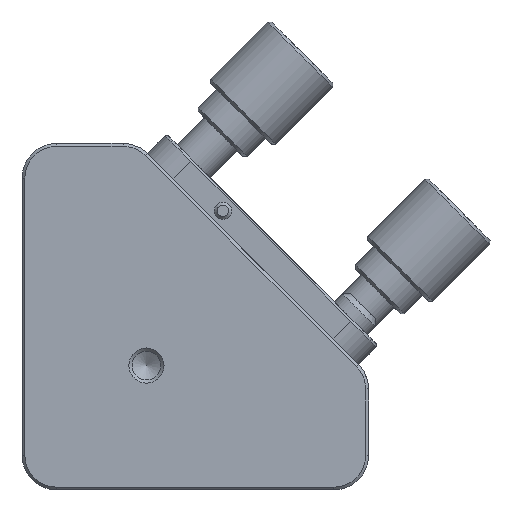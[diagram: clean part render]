
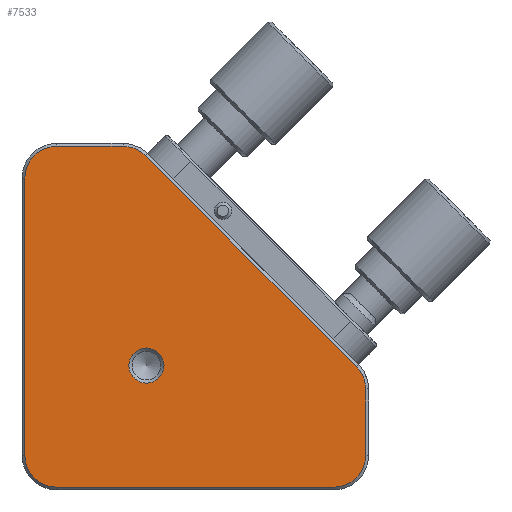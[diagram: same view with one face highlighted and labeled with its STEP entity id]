
A CAD part, front view. The second image highlights one B-rep face of the part: STEP entity #7533.
In plain terms, the highlighted planar face has unit normal (0, -1, 0).
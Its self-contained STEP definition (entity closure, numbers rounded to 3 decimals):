
#46 = AXIS2_PLACEMENT_3D ( 'NONE', #8075, #10793, #4406 ) ;
#119 = EDGE_CURVE ( 'NONE', #883, #7778, #11266, .T. ) ;
#253 = EDGE_CURVE ( 'NONE', #5281, #6785, #8114, .T. ) ;
#462 = CARTESIAN_POINT ( 'NONE',  ( -4.318, -15.037, 13.981 ) ) ;
#465 = CARTESIAN_POINT ( 'NONE',  ( -4.237, -15.037, -4.237 ) ) ;
#631 = DIRECTION ( 'NONE',  ( 0., 1., 0. ) ) ;
#729 = EDGE_CURVE ( 'NONE', #7778, #3443, #5364, .T. ) ;
#850 = CARTESIAN_POINT ( 'NONE',  ( 13.981, -15.037, -4.318 ) ) ;
#883 = VERTEX_POINT ( 'NONE', #4219 ) ;
#927 = EDGE_CURVE ( 'NONE', #6785, #6717, #4037, .T. ) ;
#1030 = VECTOR ( 'NONE', #4971, 1000. ) ;
#1419 = VERTEX_POINT ( 'NONE', #6673 ) ;
#1454 = CARTESIAN_POINT ( 'NONE',  ( -4.237, -15.037, -5.762 ) ) ;
#1517 = AXIS2_PLACEMENT_3D ( 'NONE', #5969, #11367, #7918 ) ;
#1654 = CARTESIAN_POINT ( 'NONE',  ( -14.787, -15.037, -12.037 ) ) ;
#1662 = AXIS2_PLACEMENT_3D ( 'NONE', #10860, #631, #4278 ) ;
#1777 = PLANE ( 'NONE',  #1662 ) ;
#1860 = ORIENTED_EDGE ( 'NONE', *, *, #3282, .F. ) ;
#2284 = CARTESIAN_POINT ( 'NONE',  ( 14.787, -15.037, 0. ) ) ;
#2304 = CARTESIAN_POINT ( 'NONE',  ( 12.037, -15.037, -12.037 ) ) ;
#2311 = VECTOR ( 'NONE', #3937, 1000. ) ;
#2689 = CIRCLE ( 'NONE', #1517, 2.75 ) ;
#3070 = CARTESIAN_POINT ( 'NONE',  ( 14.787, -15.037, -12.037 ) ) ;
#3146 = EDGE_CURVE ( 'NONE', #3443, #11522, #8221, .T. ) ;
#3266 = AXIS2_PLACEMENT_3D ( 'NONE', #2304, #10679, #8650 ) ;
#3282 = EDGE_CURVE ( 'NONE', #1419, #5281, #7951, .T. ) ;
#3443 = VERTEX_POINT ( 'NONE', #6003 ) ;
#3565 = EDGE_CURVE ( 'NONE', #8772, #8772, #6264, .T. ) ;
#3585 = CARTESIAN_POINT ( 'NONE',  ( 0., -15.037, -14.787 ) ) ;
#3666 = VERTEX_POINT ( 'NONE', #1654 ) ;
#3706 = VECTOR ( 'NONE', #9951, 1000. ) ;
#3824 = ORIENTED_EDGE ( 'NONE', *, *, #3146, .F. ) ;
#3937 = DIRECTION ( 'NONE',  ( 0., 0., 1. ) ) ;
#4012 = AXIS2_PLACEMENT_3D ( 'NONE', #6078, #7022, #6843 ) ;
#4037 = CIRCLE ( 'NONE', #46, 2.75 ) ;
#4050 = DIRECTION ( 'NONE',  ( 0., 0., 1. ) ) ;
#4175 = CARTESIAN_POINT ( 'NONE',  ( -4.318, -15.037, 13.981 ) ) ;
#4219 = CARTESIAN_POINT ( 'NONE',  ( 14.787, -15.037, -6.263 ) ) ;
#4226 = EDGE_CURVE ( 'NONE', #5594, #883, #2689, .T. ) ;
#4236 = ORIENTED_EDGE ( 'NONE', *, *, #4226, .F. ) ;
#4278 = DIRECTION ( 'NONE',  ( 0., 0., 1. ) ) ;
#4283 = ORIENTED_EDGE ( 'NONE', *, *, #119, .F. ) ;
#4406 = DIRECTION ( 'NONE',  ( 0., 0., 1. ) ) ;
#4629 = ORIENTED_EDGE ( 'NONE', *, *, #10849, .F. ) ;
#4843 = CARTESIAN_POINT ( 'NONE',  ( -14.787, -15.037, 0. ) ) ;
#4971 = DIRECTION ( 'NONE',  ( 0., 0., -1. ) ) ;
#5170 = LINE ( 'NONE', #462, #8718 ) ;
#5281 = VERTEX_POINT ( 'NONE', #9696 ) ;
#5364 = CIRCLE ( 'NONE', #3266, 2.75 ) ;
#5437 = ORIENTED_EDGE ( 'NONE', *, *, #927, .F. ) ;
#5594 = VERTEX_POINT ( 'NONE', #850 ) ;
#5787 = EDGE_CURVE ( 'NONE', #3666, #1419, #6612, .T. ) ;
#5831 = CARTESIAN_POINT ( 'NONE',  ( -12.037, -15.037, -14.787 ) ) ;
#5969 = CARTESIAN_POINT ( 'NONE',  ( 12.037, -15.037, -6.263 ) ) ;
#6003 = CARTESIAN_POINT ( 'NONE',  ( 12.037, -15.037, -14.787 ) ) ;
#6078 = CARTESIAN_POINT ( 'NONE',  ( -12.037, -15.037, -12.037 ) ) ;
#6151 = EDGE_LOOP ( 'NONE', ( #10552, #4283, #4236, #4629, #5437, #6596, #1860, #9507, #6935, #3824 ) ) ;
#6167 = ORIENTED_EDGE ( 'NONE', *, *, #3565, .F. ) ;
#6264 = CIRCLE ( 'NONE', #7755, 1.525 ) ;
#6596 = ORIENTED_EDGE ( 'NONE', *, *, #253, .F. ) ;
#6612 = LINE ( 'NONE', #4843, #2311 ) ;
#6673 = CARTESIAN_POINT ( 'NONE',  ( -14.787, -15.037, 12.037 ) ) ;
#6717 = VERTEX_POINT ( 'NONE', #4175 ) ;
#6785 = VERTEX_POINT ( 'NONE', #11722 ) ;
#6843 = DIRECTION ( 'NONE',  ( -1., 0., 0. ) ) ;
#6935 = ORIENTED_EDGE ( 'NONE', *, *, #11485, .F. ) ;
#7022 = DIRECTION ( 'NONE',  ( 0., 1., 0. ) ) ;
#7061 = FACE_BOUND ( 'NONE', #10068, .T. ) ;
#7160 = CARTESIAN_POINT ( 'NONE',  ( 0., -15.037, 14.787 ) ) ;
#7234 = FACE_OUTER_BOUND ( 'NONE', #6151, .T. ) ;
#7533 = ADVANCED_FACE ( 'NONE', ( #7061, #7234 ), #1777, .F. ) ;
#7755 = AXIS2_PLACEMENT_3D ( 'NONE', #465, #9551, #11345 ) ;
#7778 = VERTEX_POINT ( 'NONE', #3070 ) ;
#7918 = DIRECTION ( 'NONE',  ( 0., 0., 1. ) ) ;
#7951 = CIRCLE ( 'NONE', #10406, 2.75 ) ;
#8075 = CARTESIAN_POINT ( 'NONE',  ( -6.263, -15.037, 12.037 ) ) ;
#8114 = LINE ( 'NONE', #7160, #3706 ) ;
#8221 = LINE ( 'NONE', #3585, #9086 ) ;
#8650 = DIRECTION ( 'NONE',  ( -1., 0., 0. ) ) ;
#8718 = VECTOR ( 'NONE', #9663, 1000. ) ;
#8772 = VERTEX_POINT ( 'NONE', #1454 ) ;
#9086 = VECTOR ( 'NONE', #9868, 1000. ) ;
#9259 = DIRECTION ( 'NONE',  ( 0., 1., 0. ) ) ;
#9492 = CARTESIAN_POINT ( 'NONE',  ( -12.037, -15.037, 12.037 ) ) ;
#9507 = ORIENTED_EDGE ( 'NONE', *, *, #5787, .F. ) ;
#9551 = DIRECTION ( 'NONE',  ( 0., -1., 0. ) ) ;
#9663 = DIRECTION ( 'NONE',  ( 0.707, 0., -0.707 ) ) ;
#9685 = CIRCLE ( 'NONE', #4012, 2.75 ) ;
#9696 = CARTESIAN_POINT ( 'NONE',  ( -12.037, -15.037, 14.787 ) ) ;
#9868 = DIRECTION ( 'NONE',  ( -1., 0., 0. ) ) ;
#9951 = DIRECTION ( 'NONE',  ( 1., 0., 0. ) ) ;
#10068 = EDGE_LOOP ( 'NONE', ( #6167 ) ) ;
#10406 = AXIS2_PLACEMENT_3D ( 'NONE', #9492, #9259, #4050 ) ;
#10552 = ORIENTED_EDGE ( 'NONE', *, *, #729, .F. ) ;
#10679 = DIRECTION ( 'NONE',  ( 0., 1., 0. ) ) ;
#10793 = DIRECTION ( 'NONE',  ( 0., 1., 0. ) ) ;
#10849 = EDGE_CURVE ( 'NONE', #6717, #5594, #5170, .T. ) ;
#10860 = CARTESIAN_POINT ( 'NONE',  ( 0., -15.037, 0. ) ) ;
#11266 = LINE ( 'NONE', #2284, #1030 ) ;
#11345 = DIRECTION ( 'NONE',  ( 0., 0., -1. ) ) ;
#11367 = DIRECTION ( 'NONE',  ( 0., 1., 0. ) ) ;
#11485 = EDGE_CURVE ( 'NONE', #11522, #3666, #9685, .T. ) ;
#11522 = VERTEX_POINT ( 'NONE', #5831 ) ;
#11722 = CARTESIAN_POINT ( 'NONE',  ( -6.263, -15.037, 14.787 ) ) ;
